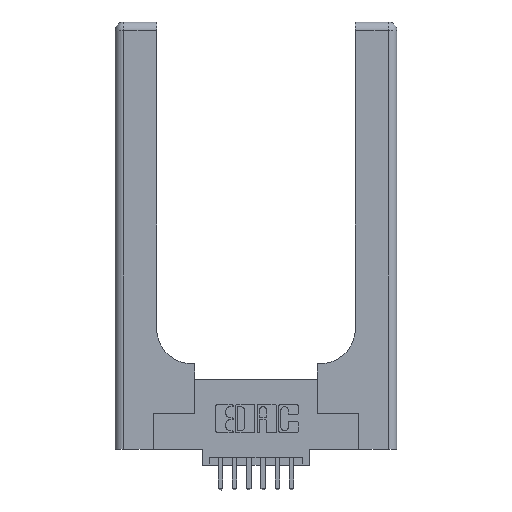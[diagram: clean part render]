
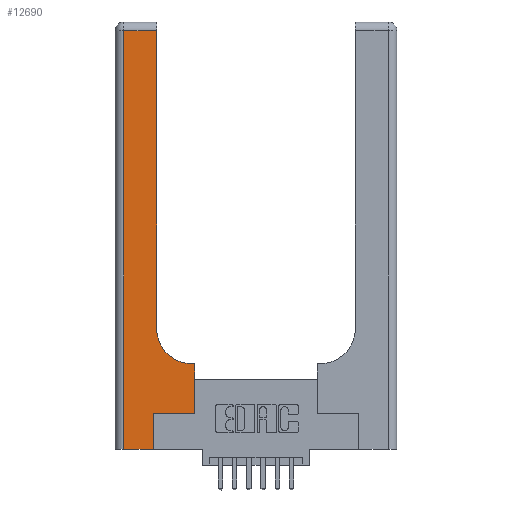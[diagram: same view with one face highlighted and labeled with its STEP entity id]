
A CAD part, top view. The second image highlights one B-rep face of the part: STEP entity #12690.
In plain terms, the highlighted planar face has unit normal (0, 0, 1).
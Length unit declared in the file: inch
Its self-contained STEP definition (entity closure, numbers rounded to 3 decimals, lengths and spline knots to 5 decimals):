
#315 = EDGE_CURVE ( 'NONE', #12642, #1851, #12102, .T. ) ;
#1023 = EDGE_LOOP ( 'NONE', ( #2652, #3542, #1211, #4561, #4882, #9806, #3071, #3987, #8532 ) ) ;
#1190 = CARTESIAN_POINT ( 'NONE',  ( 0.06, 3., 0.37 ) ) ;
#1202 = EDGE_CURVE ( 'NONE', #2268, #11845, #5352, .T. ) ;
#1211 = ORIENTED_EDGE ( 'NONE', *, *, #315, .T. ) ;
#1309 = LINE ( 'NONE', #9955, #13448 ) ;
#1464 = PLANE ( 'NONE',  #5851 ) ;
#1851 = VERTEX_POINT ( 'NONE', #7821 ) ;
#2268 = VERTEX_POINT ( 'NONE', #8740 ) ;
#2297 = DIRECTION ( 'NONE',  ( 1., 0., 0. ) ) ;
#2488 = DIRECTION ( 'NONE',  ( 0., 1., 0. ) ) ;
#2583 = EDGE_CURVE ( 'NONE', #10954, #2268, #8777, .T. ) ;
#2652 = ORIENTED_EDGE ( 'NONE', *, *, #4927, .T. ) ;
#2665 = CARTESIAN_POINT ( 'NONE',  ( 0.269, 0., 0.37 ) ) ;
#3071 = ORIENTED_EDGE ( 'NONE', *, *, #1202, .T. ) ;
#3082 = VERTEX_POINT ( 'NONE', #3871 ) ;
#3542 = ORIENTED_EDGE ( 'NONE', *, *, #14580, .T. ) ;
#3785 = AXIS2_PLACEMENT_3D ( 'NONE', #14838, #4471, #2297 ) ;
#3854 = DIRECTION ( 'NONE',  ( -1., 0., 0. ) ) ;
#3871 = CARTESIAN_POINT ( 'NONE',  ( 0.2915, 0.85, 0.37 ) ) ;
#3987 = ORIENTED_EDGE ( 'NONE', *, *, #4525, .T. ) ;
#4022 = EDGE_CURVE ( 'NONE', #13469, #3082, #4237, .T. ) ;
#4237 = CIRCLE ( 'NONE', #3785, 0.25 ) ;
#4381 = VERTEX_POINT ( 'NONE', #12816 ) ;
#4471 = DIRECTION ( 'NONE',  ( 0., 0., -1. ) ) ;
#4525 = EDGE_CURVE ( 'NONE', #11845, #13469, #9309, .T. ) ;
#4561 = ORIENTED_EDGE ( 'NONE', *, *, #14479, .T. ) ;
#4882 = ORIENTED_EDGE ( 'NONE', *, *, #12623, .T. ) ;
#4927 = EDGE_CURVE ( 'NONE', #3082, #4381, #1309, .T. ) ;
#5060 = CARTESIAN_POINT ( 'NONE',  ( 0.269, 0., 0.37 ) ) ;
#5142 = DIRECTION ( 'NONE',  ( 0., 0., -1. ) ) ;
#5352 = LINE ( 'NONE', #14767, #14211 ) ;
#5701 = DIRECTION ( 'NONE',  ( 1., 0., 0. ) ) ;
#5851 = AXIS2_PLACEMENT_3D ( 'NONE', #14340, #5142, #7517 ) ;
#6114 = CARTESIAN_POINT ( 'NONE',  ( 0.5415, 0.6, 0.37 ) ) ;
#6877 = CARTESIAN_POINT ( 'NONE',  ( 0., 0., 0.37 ) ) ;
#7171 = VECTOR ( 'NONE', #5701, 39.37008 ) ;
#7448 = DIRECTION ( 'NONE',  ( 0., 1., 0. ) ) ;
#7517 = DIRECTION ( 'NONE',  ( -1., 0., 0. ) ) ;
#7821 = CARTESIAN_POINT ( 'NONE',  ( 0.06, 0., 0.37 ) ) ;
#7877 = LINE ( 'NONE', #10356, #11375 ) ;
#8118 = LINE ( 'NONE', #2665, #8471 ) ;
#8427 = CARTESIAN_POINT ( 'NONE',  ( 0.5585, 0.6, 0.37 ) ) ;
#8471 = VECTOR ( 'NONE', #2488, 39.37008 ) ;
#8532 = ORIENTED_EDGE ( 'NONE', *, *, #4022, .T. ) ;
#8740 = CARTESIAN_POINT ( 'NONE',  ( 0.5585, 0.25, 0.37 ) ) ;
#8777 = LINE ( 'NONE', #12335, #9900 ) ;
#8934 = VECTOR ( 'NONE', #3854, 39.37008 ) ;
#9307 = DIRECTION ( 'NONE',  ( 0., -1., 0. ) ) ;
#9309 = LINE ( 'NONE', #14192, #8934 ) ;
#9806 = ORIENTED_EDGE ( 'NONE', *, *, #2583, .T. ) ;
#9900 = VECTOR ( 'NONE', #11136, 39.37008 ) ;
#9955 = CARTESIAN_POINT ( 'NONE',  ( 0.2915, 3., 0.37 ) ) ;
#10206 = VERTEX_POINT ( 'NONE', #5060 ) ;
#10290 = LINE ( 'NONE', #6877, #7171 ) ;
#10356 = CARTESIAN_POINT ( 'NONE',  ( 0., 2.94, 0.37 ) ) ;
#10508 = DIRECTION ( 'NONE',  ( -1., 0., 0. ) ) ;
#10607 = CARTESIAN_POINT ( 'NONE',  ( 0.06, 2.94, 0.37 ) ) ;
#10954 = VERTEX_POINT ( 'NONE', #11680 ) ;
#11136 = DIRECTION ( 'NONE',  ( 1., 0., 0. ) ) ;
#11375 = VECTOR ( 'NONE', #10508, 39.37008 ) ;
#11680 = CARTESIAN_POINT ( 'NONE',  ( 0.269, 0.25, 0.37 ) ) ;
#11845 = VERTEX_POINT ( 'NONE', #8427 ) ;
#12102 = LINE ( 'NONE', #1190, #13350 ) ;
#12123 = FACE_OUTER_BOUND ( 'NONE', #1023, .T. ) ;
#12335 = CARTESIAN_POINT ( 'NONE',  ( 0.269, 0.25, 0.37 ) ) ;
#12623 = EDGE_CURVE ( 'NONE', #10206, #10954, #8118, .T. ) ;
#12642 = VERTEX_POINT ( 'NONE', #10607 ) ;
#12690 = ADVANCED_FACE ( 'NONE', ( #12123 ), #1464, .F. ) ;
#12816 = CARTESIAN_POINT ( 'NONE',  ( 0.2915, 2.94, 0.37 ) ) ;
#13350 = VECTOR ( 'NONE', #9307, 39.37008 ) ;
#13448 = VECTOR ( 'NONE', #7448, 39.37008 ) ;
#13469 = VERTEX_POINT ( 'NONE', #6114 ) ;
#14192 = CARTESIAN_POINT ( 'NONE',  ( 0.2915, 0.6, 0.37 ) ) ;
#14211 = VECTOR ( 'NONE', #14617, 39.37008 ) ;
#14340 = CARTESIAN_POINT ( 'NONE',  ( 0., 3., 0.37 ) ) ;
#14479 = EDGE_CURVE ( 'NONE', #1851, #10206, #10290, .T. ) ;
#14580 = EDGE_CURVE ( 'NONE', #4381, #12642, #7877, .T. ) ;
#14617 = DIRECTION ( 'NONE',  ( 0., 1., 0. ) ) ;
#14767 = CARTESIAN_POINT ( 'NONE',  ( 0.5585, 0.25, 0.37 ) ) ;
#14838 = CARTESIAN_POINT ( 'NONE',  ( 0.5415, 0.85, 0.37 ) ) ;
